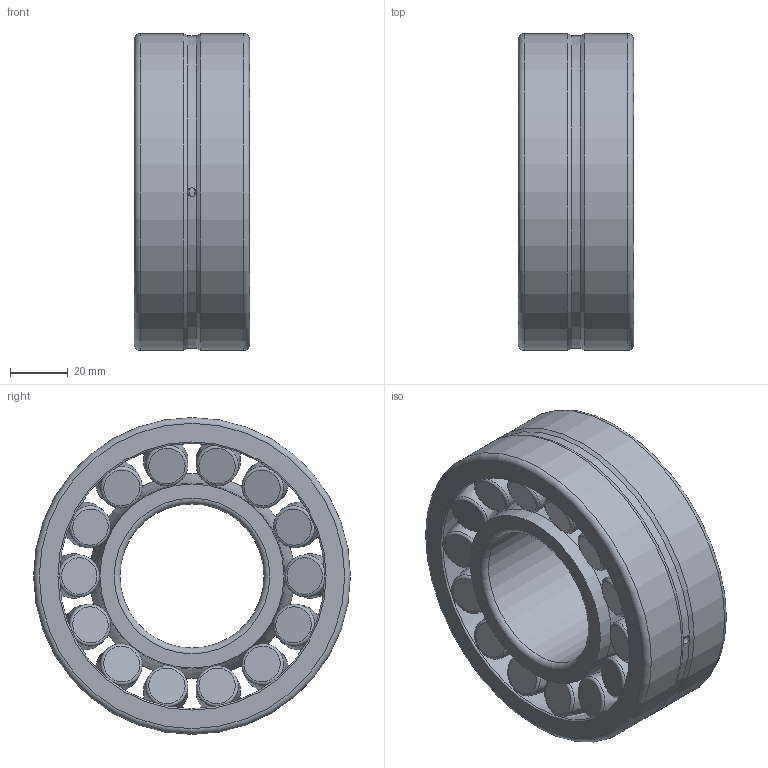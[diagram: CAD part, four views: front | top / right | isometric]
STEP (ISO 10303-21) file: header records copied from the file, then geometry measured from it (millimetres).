
FILE_DESCRIPTION( ( 'STEP AP203' ), '1' );
FILE_NAME( '22310 E_VA405.stp', '2020-08-06T12:08:49', ( 'License CC BY-ND 4.0' ), ( 'CADENAS' ), ' ', 'PARTsolutions', ' ' );
FILE_SCHEMA( ( 'CONFIG_CONTROL_DESIGN' ) );
Length unit declared in the file: millimetre
Products named in the file (6): 22310 E/VA405; _22310 E/VA405_dummy; _22310 E/VA405_ir; _22310 E/VA405_or; _22310 E/VA405-R1; _22310 E/VA405-R2
Assembly tree (31 placements, depth 2):
  22310 E/VA405
    _22310 E/VA405_dummy
    _22310 E/VA405_ir
    _22310 E/VA405_or
    _22310 E/VA405-R1  x14
    _22310 E/VA405-R2  x14
Bounding box: 40 x 110 x 110 mm (x, y, z)
Volume: 221182.2 mm3; surface area: 77765 mm2
Topology: 30 solids, 30 shells, 169 faces, 260 edges, 148 vertices
Faces by surface type: torus 66, plane 60, bspline 31, cylinder 10, cone 2
Full cylindrical faces by diameter (mm): 3 x3, 50 x1, 71.181 x1, 110 x2
Entity records: 1632 total; most frequent: CARTESIAN_POINT 588, DIRECTION 204, AXIS2_PLACEMENT_3D 102, ORIENTED_EDGE 90, EDGE_LOOP 74, FACE_OUTER_BOUND 65, EDGE_CURVE 45, ADVANCED_FACE 39
